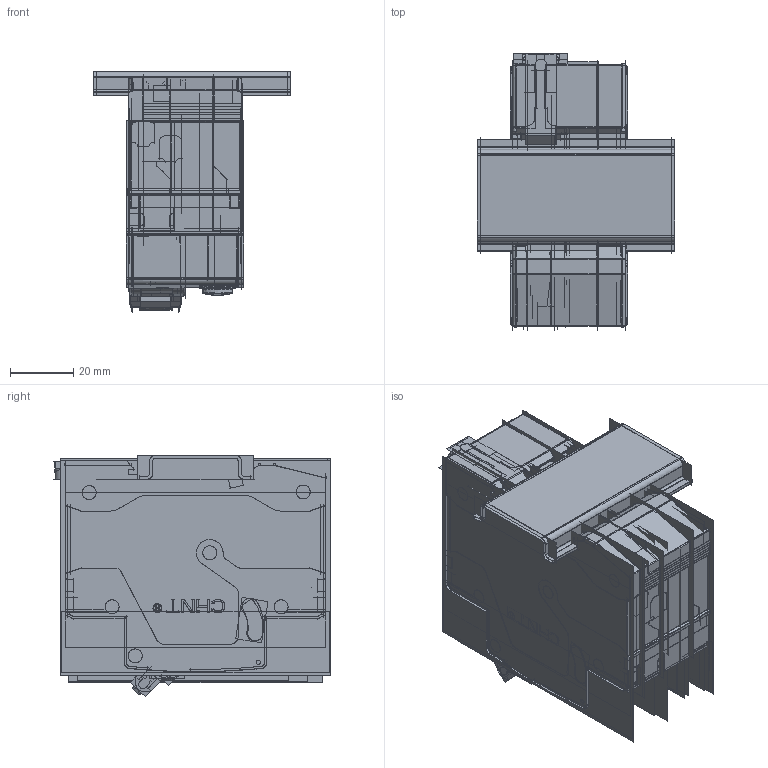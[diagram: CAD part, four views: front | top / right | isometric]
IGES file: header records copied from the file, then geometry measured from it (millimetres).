
Start section:  PTC IGES file: nbh8le-40_asm.igs
Global section: file name: nbh8le-40_asm.igs; native system: Pro/ENGINEER by Parametric Technology Corporation; preprocessor: 2010280; author: zdgs16; organization: Unknown; date: 20170407.095850; units: millimetre
Bounding box: 62.4 x 87.48 x 76.29 mm (x, y, z)
Volume: 105970.2 mm3; surface area: 1756001.3 mm2
Topology: 18 solids, 18 shells, 7005 faces, 44651 edges, 62158 vertices
Faces by surface type: bspline 5349, revolution 1640, extrusion 16
